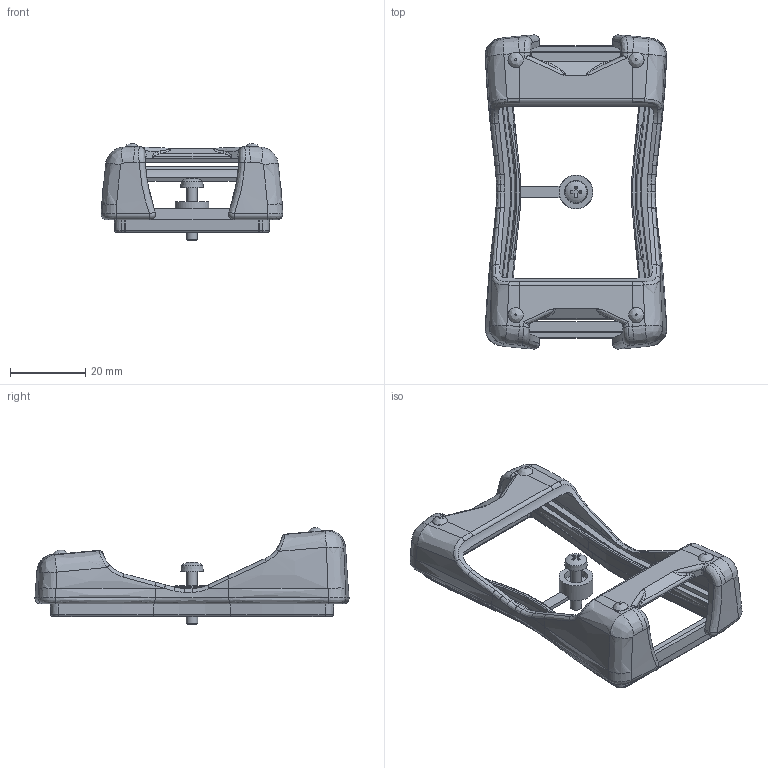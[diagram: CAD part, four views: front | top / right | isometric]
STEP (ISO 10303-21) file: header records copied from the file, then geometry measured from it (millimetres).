
FILE_DESCRIPTION((''),'2;1');
FILE_NAME('82821003_BS 200 DI-D-1003.stp','2011-05-25T15:59:00',('haertel'),(''),'Autodesk Inventor 2011','Autodesk Inventor 2011','');
FILE_SCHEMA(('AUTOMOTIVE_DESIGN { 1 0 10303 214 1 1 1 1 }'));
Length unit declared in the file: millimetre
Products named in the file (3): BS-200-DI-D; SHR Z M3x14x5 DIN 7985; 1010157_3D-1SHR
Assembly tree (2 placements, depth 2):
  BS-200-DI-D
    SHR Z M3x14x5 DIN 7985
    1010157_3D-1SHR
Bounding box: 48.19 x 83.37 x 25.64 mm (x, y, z)
Volume: 11600.4 mm3; surface area: 12228.3 mm2
Topology: 2 solids, 2 shells, 488 faces, 1220 edges, 729 vertices
Faces by surface type: bspline 188, plane 89, cone 80, cylinder 70, torus 56, sphere 5
Full cylindrical faces by diameter (mm): 2.75 x1, 3 x1, 3.2 x1, 9 x1
Entity records: 18835 total; most frequent: CARTESIAN_POINT 8372, ORIENTED_EDGE 2360, DIRECTION 1870, EDGE_CURVE 1180, AXIS2_PLACEMENT_3D 797, VERTEX_POINT 719, EDGE_LOOP 519, FACE_OUTER_BOUND 488
